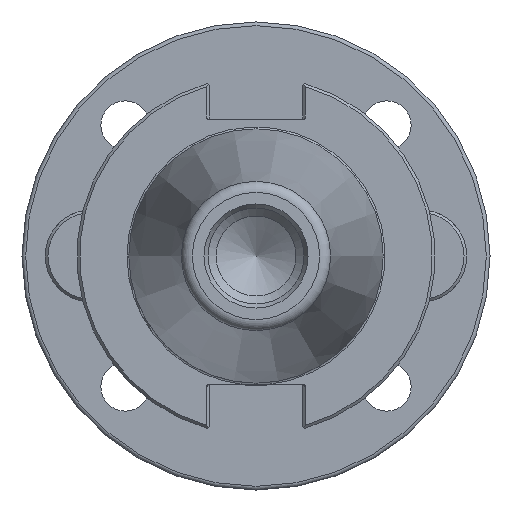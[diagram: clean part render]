
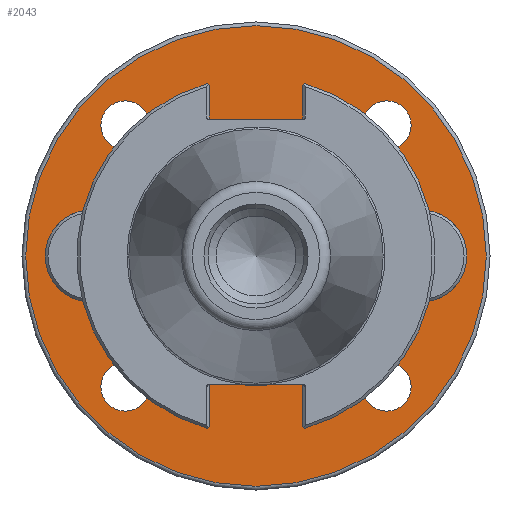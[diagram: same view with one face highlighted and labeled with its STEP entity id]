
A CAD part, left-side view. The second image highlights one B-rep face of the part: STEP entity #2043.
In plain terms, the highlighted planar face has unit normal (-1, 0, 0).
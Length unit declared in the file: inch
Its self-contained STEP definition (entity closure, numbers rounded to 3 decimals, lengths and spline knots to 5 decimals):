
#209=CARTESIAN_POINT('',(1.5,1.414,1.6775));
#210=VERTEX_POINT('',#209);
#211=CARTESIAN_POINT('',(1.5,1.414,1.414));
#212=DIRECTION('',(1.0,0.0,0.0));
#213=DIRECTION('',(0.0,0.0,-1.0));
#214=AXIS2_PLACEMENT_3D('',#211,#212,#213);
#215=CIRCLE('',#214,0.2635);
#216=EDGE_CURVE('',#210,#210,#215,.T.);
#257=CARTESIAN_POINT('',(1.5,1.414,-1.1505));
#258=VERTEX_POINT('',#257);
#259=CARTESIAN_POINT('',(1.5,1.414,-1.414));
#260=DIRECTION('',(1.0,0.0,0.0));
#261=DIRECTION('',(0.0,0.0,-1.0));
#262=AXIS2_PLACEMENT_3D('',#259,#260,#261);
#263=CIRCLE('',#262,0.2635);
#264=EDGE_CURVE('',#258,#258,#263,.T.);
#305=CARTESIAN_POINT('',(1.5,-1.414,-1.1505));
#306=VERTEX_POINT('',#305);
#307=CARTESIAN_POINT('',(1.5,-1.414,-1.414));
#308=DIRECTION('',(1.0,0.0,0.0));
#309=DIRECTION('',(0.0,0.0,-1.0));
#310=AXIS2_PLACEMENT_3D('',#307,#308,#309);
#311=CIRCLE('',#310,0.2635);
#312=EDGE_CURVE('',#306,#306,#311,.T.);
#353=CARTESIAN_POINT('',(1.5,-1.414,1.6775));
#354=VERTEX_POINT('',#353);
#355=CARTESIAN_POINT('',(1.5,-1.414,1.414));
#356=DIRECTION('',(1.0,0.0,0.0));
#357=DIRECTION('',(0.0,0.0,-1.0));
#358=AXIS2_PLACEMENT_3D('',#355,#356,#357);
#359=CIRCLE('',#358,0.2635);
#360=EDGE_CURVE('',#354,#354,#359,.T.);
#1462=CARTESIAN_POINT('',(1.5,1.37435,0.29188));
#1463=VERTEX_POINT('',#1462);
#1490=CARTESIAN_POINT('',(1.5,-1.37435,0.29188));
#1491=VERTEX_POINT('',#1490);
#1507=CARTESIAN_POINT('',(1.5,0.0,0.0));
#1508=DIRECTION('',(-1.0,0.0,0.0));
#1509=DIRECTION('',(0.0,0.0,1.0));
#1510=AXIS2_PLACEMENT_3D('',#1507,#1508,#1509);
#1511=CIRCLE('',#1510,1.405);
#1512=EDGE_CURVE('',#1491,#1463,#1511,.T.);
#1671=CARTESIAN_POINT('',(1.5,-1.37435,-0.29188));
#1672=VERTEX_POINT('',#1671);
#1689=CARTESIAN_POINT('',(1.5,1.37435,-0.29188));
#1690=VERTEX_POINT('',#1689);
#1706=CARTESIAN_POINT('',(1.5,0.0,0.0));
#1707=DIRECTION('',(-1.0,0.0,0.0));
#1708=DIRECTION('',(0.0,0.0,-1.0));
#1709=AXIS2_PLACEMENT_3D('',#1706,#1707,#1708);
#1710=CIRCLE('',#1709,1.405);
#1711=EDGE_CURVE('',#1690,#1672,#1710,.T.);
#1962=CARTESIAN_POINT('',(1.5,2.4905,0.0));
#1963=VERTEX_POINT('',#1962);
#1964=CARTESIAN_POINT('',(1.5,0.0,0.0));
#1965=DIRECTION('',(1.0,0.0,0.0));
#1966=DIRECTION('',(0.0,-1.0,0.0));
#1967=AXIS2_PLACEMENT_3D('',#1964,#1965,#1966);
#1968=CIRCLE('',#1967,2.4905);
#1969=EDGE_CURVE('',#1963,#1963,#1968,.T.);
#2005=CARTESIAN_POINT('',(1.5,1.26525,0.0));
#2006=DIRECTION('',(-1.0,0.0,0.0));
#2007=DIRECTION('',(0.0,0.0,1.0));
#2008=AXIS2_PLACEMENT_3D('',#2005,#2006,#2007);
#2009=PLANE('',#2008);
#2010=ORIENTED_EDGE('',*,*,#1969,.F.);
#2011=EDGE_LOOP('',(#2010));
#2012=FACE_OUTER_BOUND('',#2011,.T.);
#2013=ORIENTED_EDGE('',*,*,#216,.T.);
#2014=EDGE_LOOP('',(#2013));
#2015=FACE_BOUND('',#2014,.T.);
#2016=ORIENTED_EDGE('',*,*,#264,.T.);
#2017=EDGE_LOOP('',(#2016));
#2018=FACE_BOUND('',#2017,.T.);
#2019=ORIENTED_EDGE('',*,*,#312,.T.);
#2020=EDGE_LOOP('',(#2019));
#2021=FACE_BOUND('',#2020,.T.);
#2022=ORIENTED_EDGE('',*,*,#360,.T.);
#2023=EDGE_LOOP('',(#2022));
#2024=FACE_BOUND('',#2023,.T.);
#2025=ORIENTED_EDGE('',*,*,#1512,.F.);
#2026=CARTESIAN_POINT('',(1.5,-1.78,0.0));
#2027=DIRECTION('',(1.0,0.0,0.0));
#2028=DIRECTION('',(0.0,0.0,-1.0));
#2029=AXIS2_PLACEMENT_3D('',#2026,#2027,#2028);
#2030=CIRCLE('',#2029,0.49975);
#2031=EDGE_CURVE('',#1491,#1672,#2030,.T.);
#2032=ORIENTED_EDGE('',*,*,#2031,.T.);
#2033=ORIENTED_EDGE('',*,*,#1711,.F.);
#2034=CARTESIAN_POINT('',(1.5,1.78,0.0));
#2035=DIRECTION('',(1.0,0.0,0.0));
#2036=DIRECTION('',(0.0,0.0,-1.0));
#2037=AXIS2_PLACEMENT_3D('',#2034,#2035,#2036);
#2038=CIRCLE('',#2037,0.49975);
#2039=EDGE_CURVE('',#1690,#1463,#2038,.T.);
#2040=ORIENTED_EDGE('',*,*,#2039,.T.);
#2041=EDGE_LOOP('',(#2025,#2032,#2033,#2040));
#2042=FACE_BOUND('',#2041,.T.);
#2043=ADVANCED_FACE('',(#2012,#2015,#2018,#2021,#2024,#2042),#2009,.T.);
